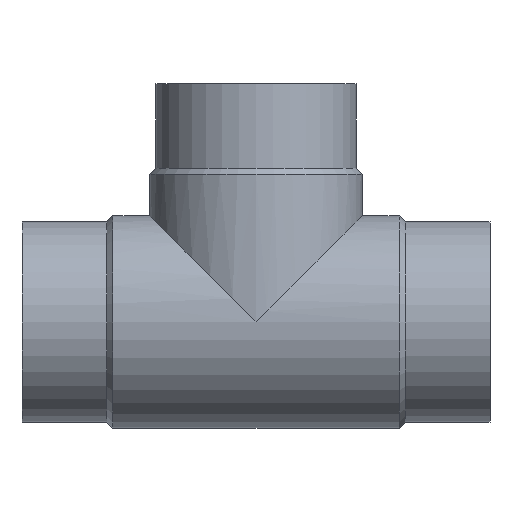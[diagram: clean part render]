
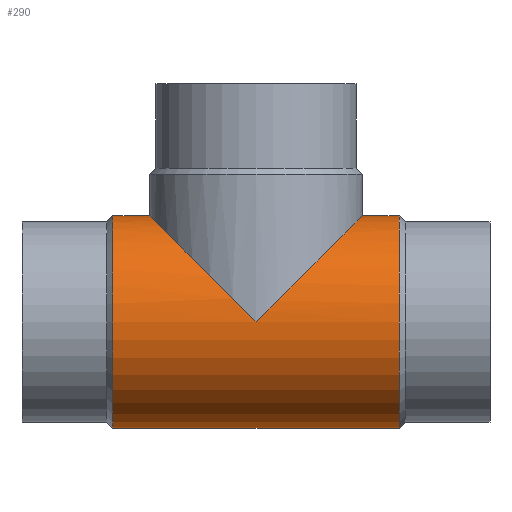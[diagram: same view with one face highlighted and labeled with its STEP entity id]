
A CAD part, top view. The second image highlights one B-rep face of the part: STEP entity #290.
In plain terms, the highlighted cylindrical face has radius 47.7 mm (diameter 95.4 mm), a partial arc.
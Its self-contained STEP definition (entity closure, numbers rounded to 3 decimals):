
#144 = VERTEX_POINT( '', #385 );
#178 = VERTEX_POINT( '', #426 );
#182 = EDGE_CURVE( '', #230, #332, #430, .T. );
#184 = EDGE_CURVE( '', #144, #178, #432, .T. );
#198 = EDGE_CURVE( '', #230, #200, #448, .T. );
#200 = VERTEX_POINT( '', #450 );
#228 = EDGE_CURVE( '', #318, #304, #483, .T. );
#230 = VERTEX_POINT( '', #485 );
#250 = EDGE_CURVE( '', #178, #318, #508, .T. );
#256 = EDGE_CURVE( '', #332, #144, #514, .T. );
#290 = ADVANCED_FACE( '', ( #550 ), #551, .T. );
#304 = VERTEX_POINT( '', #567 );
#318 = VERTEX_POINT( '', #583 );
#332 = VERTEX_POINT( '', #597 );
#348 = EDGE_CURVE( '', #304, #200, #615, .T. );
#385 = CARTESIAN_POINT( '', ( -40.7, 47.7, 0. ) );
#426 = CARTESIAN_POINT( '', ( -57.3, 47.7, 0. ) );
#430 = LINE( '', #701, #702 );
#432 = LINE( '', #705, #706 );
#448 = CIRCLE( '', #726, 47.7 );
#450 = CARTESIAN_POINT( '', ( -169.3, 47.7, 0. ) );
#483 = ELLIPSE( '', #770, 67.458, 47.7 );
#485 = CARTESIAN_POINT( '', ( -169.3, -47.7, 0. ) );
#508 = ELLIPSE( '', #805, 67.458, 47.7 );
#514 = CIRCLE( '', #815, 47.7 );
#550 = FACE_OUTER_BOUND( '', #865, .T. );
#551 = CYLINDRICAL_SURFACE( '', #866, 47.7 );
#567 = CARTESIAN_POINT( '', ( -152.7, 47.7, 0. ) );
#583 = CARTESIAN_POINT( '', ( -105., 0., 47.7 ) );
#597 = CARTESIAN_POINT( '', ( -40.7, -47.7, 0. ) );
#615 = LINE( '', #946, #947 );
#701 = CARTESIAN_POINT( '', ( -105., -47.7, 0. ) );
#702 = VECTOR( '', #1044, 1. );
#705 = CARTESIAN_POINT( '', ( -105., 47.7, 0. ) );
#706 = VECTOR( '', #1045, 1. );
#726 = AXIS2_PLACEMENT_3D( '', #1071, #1072, #1073 );
#770 = AXIS2_PLACEMENT_3D( '', #1129, #1130, #1131 );
#805 = AXIS2_PLACEMENT_3D( '', #1160, #1161, #1162 );
#815 = AXIS2_PLACEMENT_3D( '', #1167, #1168, #1169 );
#865 = EDGE_LOOP( '', ( #1196, #1197, #1198, #1199, #1200, #1201, #1202 ) );
#866 = AXIS2_PLACEMENT_3D( '', #1203, #1204, #1205 );
#946 = CARTESIAN_POINT( '', ( -105., 47.7, 0. ) );
#947 = VECTOR( '', #1285, 1. );
#1044 = DIRECTION( '', ( 1., 0., 0. ) );
#1045 = DIRECTION( '', ( -1., 0., 0. ) );
#1071 = CARTESIAN_POINT( '', ( -169.3, 0., 0. ) );
#1072 = DIRECTION( '', ( -1., 0., 0. ) );
#1073 = DIRECTION( '', ( 0., 1., 0. ) );
#1129 = CARTESIAN_POINT( '', ( -105., 0., 0. ) );
#1130 = DIRECTION( '', ( -0.707, -0.707, 0. ) );
#1131 = DIRECTION( '', ( 0.707, -0.707, 0. ) );
#1160 = CARTESIAN_POINT( '', ( -105., 0., 0. ) );
#1161 = DIRECTION( '', ( 0.707, -0.707, 0. ) );
#1162 = DIRECTION( '', ( 0.707, 0.707, 0. ) );
#1167 = CARTESIAN_POINT( '', ( -40.7, 0., 0. ) );
#1168 = DIRECTION( '', ( -1., 0., 0. ) );
#1169 = DIRECTION( '', ( 0., 1., 0. ) );
#1196 = ORIENTED_EDGE( '', *, *, #184, .T. );
#1197 = ORIENTED_EDGE( '', *, *, #250, .T. );
#1198 = ORIENTED_EDGE( '', *, *, #228, .T. );
#1199 = ORIENTED_EDGE( '', *, *, #348, .T. );
#1200 = ORIENTED_EDGE( '', *, *, #198, .F. );
#1201 = ORIENTED_EDGE( '', *, *, #182, .T. );
#1202 = ORIENTED_EDGE( '', *, *, #256, .T. );
#1203 = CARTESIAN_POINT( '', ( -105., 0., 0. ) );
#1204 = DIRECTION( '', ( 1., 0., 0. ) );
#1205 = DIRECTION( '', ( 0., 1., 0. ) );
#1285 = DIRECTION( '', ( -1., 0., 0. ) );
